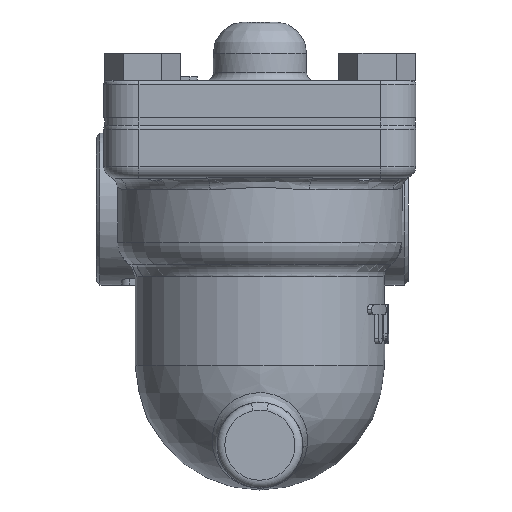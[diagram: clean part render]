
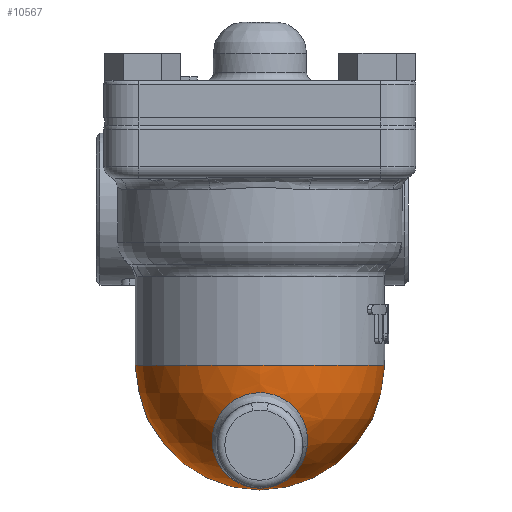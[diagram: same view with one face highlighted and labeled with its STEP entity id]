
A CAD part, left-side view. The second image highlights one B-rep face of the part: STEP entity #10567.
In plain terms, the highlighted spherical face has radius 32 mm.
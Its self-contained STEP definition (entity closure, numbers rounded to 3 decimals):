
#59=SPHERICAL_SURFACE('',#11589,32.);
#291=B_SPLINE_CURVE_WITH_KNOTS('',3,(#19628,#19629,#19630,#19631,#19632,
#19633,#19634,#19635),.UNSPECIFIED.,.F.,.F.,(4,1,1,1,1,4),(-8.475,
-7.87,-7.264,-6.861,-6.457,
-6.381),.UNSPECIFIED.);
#292=B_SPLINE_CURVE_WITH_KNOTS('',3,(#19637,#19638,#19639,#19640,#19641,
#19642,#19643,#19644,#19645,#19646,#19647,#19648,#19649,#19650),
 .UNSPECIFIED.,.F.,.F.,(4,1,1,1,1,1,1,1,1,1,1,4),(-6.381,-6.053,
-5.65,-5.246,-4.944,-4.843,
-3.632,-3.229,-2.825,-2.421,
-2.27,-2.144),.UNSPECIFIED.);
#293=B_SPLINE_CURVE_WITH_KNOTS('',3,(#19651,#19652,#19653,#19654,#19655,
#19656,#19657,#19658,#19659,#19660),.UNSPECIFIED.,.F.,.F.,(4,1,1,1,1,1,
1,4),(-2.144,-2.119,-1.967,-1.816,
-1.513,-1.211,-0.605,0.),
 .UNSPECIFIED.);
#1417=FACE_OUTER_BOUND('',#2102,.T.);
#2102=EDGE_LOOP('',(#8270,#8271,#8272,#8273,#8274,#8275,#8276,#8277,#8278,
#8279,#8280,#8281));
#3923=CIRCLE('',#11543,27.713);
#3926=CIRCLE('',#11547,16.);
#3928=CIRCLE('',#11550,27.713);
#3951=CIRCLE('',#11590,32.);
#3952=CIRCLE('',#11591,32.);
#3953=CIRCLE('',#11592,32.);
#3954=CIRCLE('',#11593,32.);
#4765=VERTEX_POINT('',#18691);
#4766=VERTEX_POINT('',#18696);
#4767=VERTEX_POINT('',#18701);
#4769=VERTEX_POINT('',#18706);
#4792=VERTEX_POINT('',#19625);
#4793=VERTEX_POINT('',#19627);
#4794=VERTEX_POINT('',#19636);
#4795=VERTEX_POINT('',#19683);
#4796=VERTEX_POINT('',#19686);
#5994=EDGE_CURVE('',#4766,#4765,#3923,.T.);
#5997=EDGE_CURVE('',#4767,#4766,#3926,.T.);
#5999=EDGE_CURVE('',#4769,#4767,#3928,.T.);
#6056=EDGE_CURVE('',#4792,#4793,#291,.T.);
#6057=EDGE_CURVE('',#4793,#4794,#292,.T.);
#6058=EDGE_CURVE('',#4794,#4792,#293,.T.);
#6060=EDGE_CURVE('',#4769,#4795,#3951,.T.);
#6061=EDGE_CURVE('',#4795,#4793,#3952,.T.);
#6062=EDGE_CURVE('',#4794,#4796,#3953,.T.);
#6063=EDGE_CURVE('',#4795,#4765,#3954,.T.);
#8270=ORIENTED_EDGE('',*,*,#5999,.F.);
#8271=ORIENTED_EDGE('',*,*,#6060,.T.);
#8272=ORIENTED_EDGE('',*,*,#6061,.T.);
#8273=ORIENTED_EDGE('',*,*,#6056,.F.);
#8274=ORIENTED_EDGE('',*,*,#6058,.F.);
#8275=ORIENTED_EDGE('',*,*,#6062,.T.);
#8276=ORIENTED_EDGE('',*,*,#6062,.F.);
#8277=ORIENTED_EDGE('',*,*,#6057,.F.);
#8278=ORIENTED_EDGE('',*,*,#6061,.F.);
#8279=ORIENTED_EDGE('',*,*,#6063,.T.);
#8280=ORIENTED_EDGE('',*,*,#5994,.F.);
#8281=ORIENTED_EDGE('',*,*,#5997,.F.);
#10567=ADVANCED_FACE('',(#1417),#59,.T.);
#11543=AXIS2_PLACEMENT_3D('',#18698,#13648,#13649);
#11547=AXIS2_PLACEMENT_3D('',#18703,#13656,#13657);
#11550=AXIS2_PLACEMENT_3D('',#18708,#13662,#13663);
#11589=AXIS2_PLACEMENT_3D('',#19682,#13751,#13752);
#11590=AXIS2_PLACEMENT_3D('',#19684,#13753,#13754);
#11591=AXIS2_PLACEMENT_3D('',#19685,#13755,#13756);
#11592=AXIS2_PLACEMENT_3D('',#19687,#13757,#13758);
#11593=AXIS2_PLACEMENT_3D('',#19688,#13759,#13760);
#13648=DIRECTION('center_axis',(0.,-1.,0.));
#13649=DIRECTION('ref_axis',(0.991,0.,-0.131));
#13656=DIRECTION('center_axis',(0.966,0.,
-0.259));
#13657=DIRECTION('ref_axis',(-0.259,0.,-0.966));
#13662=DIRECTION('center_axis',(0.,1.,0.));
#13663=DIRECTION('ref_axis',(0.991,0.,-0.131));
#13751=DIRECTION('center_axis',(0.,0.,1.));
#13752=DIRECTION('ref_axis',(1.,0.,0.));
#13753=DIRECTION('center_axis',(0.,0.,
-1.));
#13754=DIRECTION('ref_axis',(1.,0.,0.));
#13755=DIRECTION('center_axis',(0.,-1.,0.));
#13756=DIRECTION('ref_axis',(-1.,0.,0.));
#13757=DIRECTION('center_axis',(0.,-1.,0.));
#13758=DIRECTION('ref_axis',(-1.,0.,0.));
#13759=DIRECTION('center_axis',(0.,0.,
-1.));
#13760=DIRECTION('ref_axis',(1.,0.,0.));
#18691=CARTESIAN_POINT('',(-26.515,22.738,-28.));
#18696=CARTESIAN_POINT('',(-27.46,22.738,-35.173));
#18698=CARTESIAN_POINT('Origin',(-54.228,22.738,-28.));
#18701=CARTESIAN_POINT('',(-27.46,-9.262,-35.173));
#18703=CARTESIAN_POINT('Origin',(-27.46,6.738,-35.173));
#18706=CARTESIAN_POINT('',(-26.515,-9.262,-28.));
#18708=CARTESIAN_POINT('Origin',(-54.228,-9.262,-28.));
#19625=CARTESIAN_POINT('',(-75.393,-5.416,-48.696));
#19627=CARTESIAN_POINT('',(-85.44,6.738,-35.059));
#19628=CARTESIAN_POINT('Ctrl Pts',(-75.393,-5.416,
-48.696));
#19629=CARTESIAN_POINT('Ctrl Pts',(-76.912,-5.609,
-47.03));
#19630=CARTESIAN_POINT('Ctrl Pts',(-79.813,-5.326,
-43.483));
#19631=CARTESIAN_POINT('Ctrl Pts',(-83.003,-2.664,-38.898));
#19632=CARTESIAN_POINT('Ctrl Pts',(-84.878,1.439,-35.97));
#19633=CARTESIAN_POINT('Ctrl Pts',(-85.402,4.663,-35.119));
#19634=CARTESIAN_POINT('Ctrl Pts',(-85.44,6.454,-35.059));
#19635=CARTESIAN_POINT('Ctrl Pts',(-85.44,6.738,-35.059));
#19636=CARTESIAN_POINT('',(-59.696,6.738,-59.529));
#19637=CARTESIAN_POINT('Ctrl Pts',(-85.44,6.738,-35.059));
#19638=CARTESIAN_POINT('Ctrl Pts',(-85.439,7.963,-35.061));
#19639=CARTESIAN_POINT('Ctrl Pts',(-85.183,10.699,-35.476));
#19640=CARTESIAN_POINT('Ctrl Pts',(-83.963,14.366,-37.416));
#19641=CARTESIAN_POINT('Ctrl Pts',(-82.101,16.907,-40.208));
#19642=CARTESIAN_POINT('Ctrl Pts',(-80.461,18.045,-42.485));
#19643=CARTESIAN_POINT('Ctrl Pts',(-76.923,19.558,-47.166));
#19644=CARTESIAN_POINT('Ctrl Pts',(-72.461,18.611,-52.109));
#19645=CARTESIAN_POINT('Ctrl Pts',(-66.992,15.349,-56.169));
#19646=CARTESIAN_POINT('Ctrl Pts',(-63.724,12.828,-58.063));
#19647=CARTESIAN_POINT('Ctrl Pts',(-61.238,10.405,-59.062));
#19648=CARTESIAN_POINT('Ctrl Pts',(-59.918,8.243,-59.468));
#19649=CARTESIAN_POINT('Ctrl Pts',(-59.7,7.206,-59.529));
#19650=CARTESIAN_POINT('Ctrl Pts',(-59.697,6.737,-59.529));
#19651=CARTESIAN_POINT('Ctrl Pts',(-59.697,6.737,-59.529));
#19652=CARTESIAN_POINT('Ctrl Pts',(-59.697,6.643,-59.529));
#19653=CARTESIAN_POINT('Ctrl Pts',(-59.719,5.987,-59.522));
#19654=CARTESIAN_POINT('Ctrl Pts',(-60.132,4.801,-59.407));
#19655=CARTESIAN_POINT('Ctrl Pts',(-61.399,2.971,-58.994));
#19656=CARTESIAN_POINT('Ctrl Pts',(-63.327,1.036,-58.209));
#19657=CARTESIAN_POINT('Ctrl Pts',(-66.579,-1.612,
-56.473));
#19658=CARTESIAN_POINT('Ctrl Pts',(-70.698,-4.168,
-53.482));
#19659=CARTESIAN_POINT('Ctrl Pts',(-73.874,-5.224,
-50.362));
#19660=CARTESIAN_POINT('Ctrl Pts',(-75.393,-5.416,
-48.696));
#19682=CARTESIAN_POINT('Origin',(-54.228,6.738,-28.));
#19683=CARTESIAN_POINT('',(-86.228,6.738,-28.));
#19684=CARTESIAN_POINT('Origin',(-54.228,6.738,-28.));
#19685=CARTESIAN_POINT('Origin',(-54.228,6.738,-28.));
#19686=CARTESIAN_POINT('',(-54.228,6.738,-60.));
#19687=CARTESIAN_POINT('Origin',(-54.228,6.738,-28.));
#19688=CARTESIAN_POINT('Origin',(-54.228,6.738,-28.));
